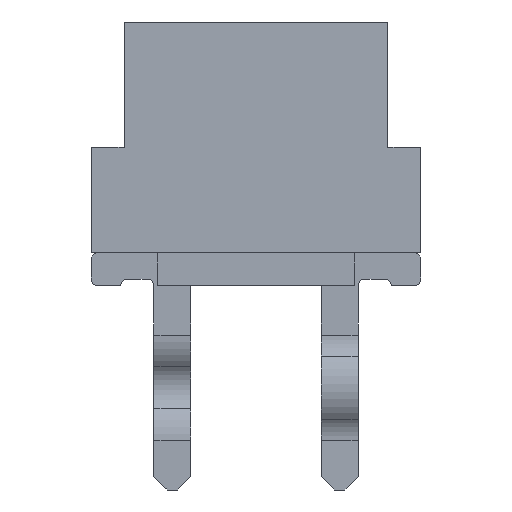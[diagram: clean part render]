
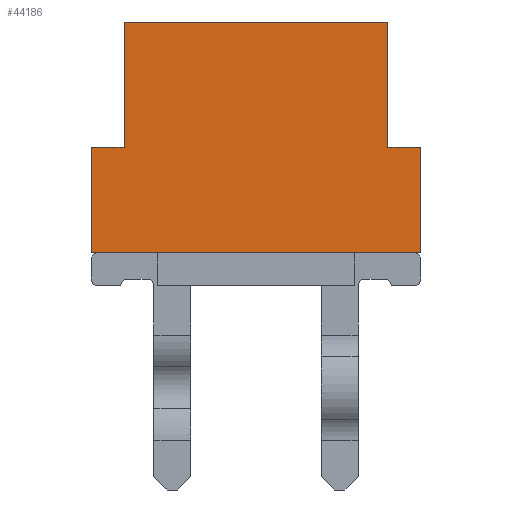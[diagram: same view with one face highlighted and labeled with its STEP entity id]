
A CAD part, front view. The second image highlights one B-rep face of the part: STEP entity #44186.
In plain terms, the highlighted face is planar.
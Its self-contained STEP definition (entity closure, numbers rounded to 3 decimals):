
#5038=ORIENTED_EDGE('',*,*,#12222,.T.);
#5039=ORIENTED_EDGE('',*,*,#12499,.F.);
#5040=ORIENTED_EDGE('',*,*,#13738,.F.);
#5041=ORIENTED_EDGE('',*,*,#12575,.F.);
#5042=ORIENTED_EDGE('',*,*,#12570,.F.);
#5043=ORIENTED_EDGE('',*,*,#12573,.T.);
#5044=ORIENTED_EDGE('',*,*,#13736,.F.);
#5045=ORIENTED_EDGE('',*,*,#12529,.T.);
#12222=EDGE_CURVE('',#16909,#16908,#19884,.T.);
#12499=EDGE_CURVE('',#17168,#16908,#20159,.T.);
#12529=EDGE_CURVE('',#17191,#16909,#20183,.T.);
#12570=EDGE_CURVE('',#17223,#17213,#20220,.T.);
#12573=EDGE_CURVE('',#17223,#17224,#20223,.T.);
#12575=EDGE_CURVE('',#17213,#17225,#20225,.T.);
#13736=EDGE_CURVE('',#17191,#17224,#21382,.T.);
#13738=EDGE_CURVE('',#17225,#17168,#21384,.T.);
#16908=VERTEX_POINT('',#59400);
#16909=VERTEX_POINT('',#59402);
#17168=VERTEX_POINT('',#59953);
#17191=VERTEX_POINT('',#60012);
#17213=VERTEX_POINT('',#60070);
#17223=VERTEX_POINT('',#60090);
#17224=VERTEX_POINT('',#60095);
#17225=VERTEX_POINT('',#60100);
#19884=LINE('',#59401,#23834);
#20159=LINE('',#59954,#24109);
#20183=LINE('',#60011,#24133);
#20220=LINE('',#60091,#24170);
#20223=LINE('',#60096,#24173);
#20225=LINE('',#60099,#24175);
#21382=LINE('',#62296,#25332);
#21384=LINE('',#62301,#25334);
#23834=VECTOR('',#49676,1000.);
#24109=VECTOR('',#49987,1000.);
#24133=VECTOR('',#50033,1000.);
#24170=VECTOR('',#50090,1000.);
#24173=VECTOR('',#50095,1000.);
#24175=VECTOR('',#50099,1000.);
#25332=VECTOR('',#52076,1000.);
#25334=VECTOR('',#52084,1000.);
#27581=EDGE_LOOP('',(#5038,#5039,#5040,#5041,#5042,#5043,#5044,#5045));
#29331=FACE_BOUND('',#27581,.T.);
#31072=PLANE('',#46138);
#44186=ADVANCED_FACE('',(#29331),#31072,.F.);
#46138=AXIS2_PLACEMENT_3D('',#62300,#52082,#52083);
#49676=DIRECTION('',(0.,1.,0.));
#49987=DIRECTION('',(0.,0.,-1.));
#50033=DIRECTION('',(0.,0.,-1.));
#50090=DIRECTION('',(0.,1.,0.));
#50095=DIRECTION('',(0.,0.,-1.));
#50099=DIRECTION('',(0.,0.,-1.));
#52076=DIRECTION('',(0.,1.,0.));
#52082=DIRECTION('',(-1.,0.,0.));
#52083=DIRECTION('',(0.,0.,1.));
#52084=DIRECTION('',(0.,1.,0.));
#59400=CARTESIAN_POINT('',(15.,2.5,0.));
#59401=CARTESIAN_POINT('',(15.,-2.5,0.));
#59402=CARTESIAN_POINT('',(15.,-2.5,0.));
#59953=CARTESIAN_POINT('',(15.,2.5,1.6));
#59954=CARTESIAN_POINT('',(15.,2.5,1.6));
#60011=CARTESIAN_POINT('',(15.,-2.5,1.6));
#60012=CARTESIAN_POINT('',(15.,-2.5,1.6));
#60070=CARTESIAN_POINT('',(15.,2.,3.5));
#60090=CARTESIAN_POINT('',(15.,-2.,3.5));
#60091=CARTESIAN_POINT('',(15.,-2.,3.5));
#60095=CARTESIAN_POINT('',(15.,-2.,1.6));
#60096=CARTESIAN_POINT('',(15.,-2.,3.5));
#60099=CARTESIAN_POINT('',(15.,2.,3.5));
#60100=CARTESIAN_POINT('',(15.,2.,1.6));
#62296=CARTESIAN_POINT('',(15.,-2.5,1.6));
#62300=CARTESIAN_POINT('',(15.,-2.5,1.6));
#62301=CARTESIAN_POINT('',(15.,-2.5,1.6));
